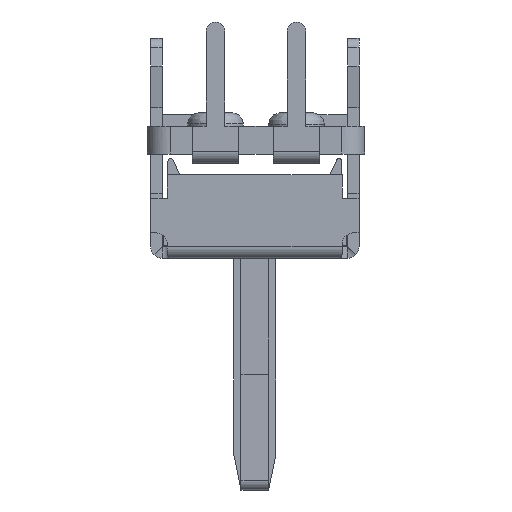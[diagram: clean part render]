
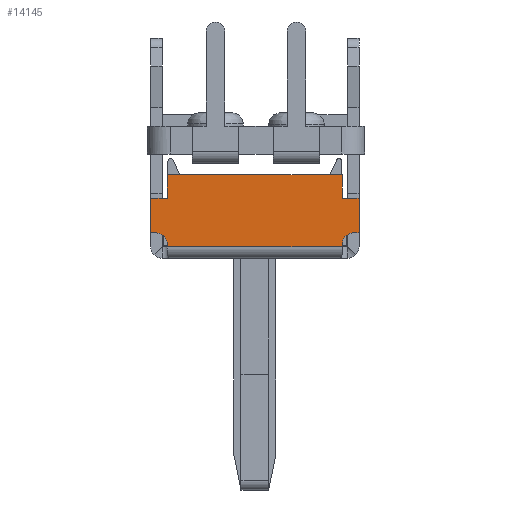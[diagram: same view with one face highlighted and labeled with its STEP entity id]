
A CAD part, left-side view. The second image highlights one B-rep face of the part: STEP entity #14145.
In plain terms, the highlighted planar face has unit normal (-1, 0, 0).
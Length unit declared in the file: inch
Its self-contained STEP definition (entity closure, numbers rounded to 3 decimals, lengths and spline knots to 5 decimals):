
#66 = VERTEX_POINT ( 'NONE', #12797 ) ;
#219 = CARTESIAN_POINT ( 'NONE',  ( 0.00394, 0.3622, -0.1811 ) ) ;
#221 = ORIENTED_EDGE ( 'NONE', *, *, #14309, .F. ) ;
#451 = CARTESIAN_POINT ( 'NONE',  ( 0.00394, 0.03656, -0.21168 ) ) ;
#633 = CARTESIAN_POINT ( 'NONE',  ( 0.00394, 0.33352, -0.20472 ) ) ;
#996 = CARTESIAN_POINT ( 'NONE',  ( 0.00394, 0.35321, -0.20079 ) ) ;
#1023 = VERTEX_POINT ( 'NONE', #4325 ) ;
#1073 = CARTESIAN_POINT ( 'NONE',  ( 0.00394, 0.33352, -0.20079 ) ) ;
#1287 = AXIS2_PLACEMENT_3D ( 'NONE', #15056, #3204, #5156 ) ;
#1668 = LINE ( 'NONE', #451, #16590 ) ;
#2303 = VERTEX_POINT ( 'NONE', #1073 ) ;
#2464 = CARTESIAN_POINT ( 'NONE',  ( 0.00394, 0.34786, -0.12205 ) ) ;
#2601 = DIRECTION ( 'NONE',  ( 1., 0., 0. ) ) ;
#3045 = LINE ( 'NONE', #11717, #10588 ) ;
#3204 = DIRECTION ( 'NONE',  ( 1., 0., 0. ) ) ;
#3502 = VERTEX_POINT ( 'NONE', #219 ) ;
#3678 = VERTEX_POINT ( 'NONE', #9802 ) ;
#3769 = EDGE_CURVE ( 'NONE', #3502, #1023, #8757, .T. ) ;
#3908 = VECTOR ( 'NONE', #13093, 39.37008 ) ;
#4029 = ORIENTED_EDGE ( 'NONE', *, *, #16710, .F. ) ;
#4117 = EDGE_CURVE ( 'NONE', #13117, #66, #1668, .T. ) ;
#4325 = CARTESIAN_POINT ( 'NONE',  ( 0.00394, 0.35321, -0.1811 ) ) ;
#4451 = ORIENTED_EDGE ( 'NONE', *, *, #8328, .F. ) ;
#4505 = CARTESIAN_POINT ( 'NONE',  ( 0.00394, 0.35771, -0.1811 ) ) ;
#4589 = ORIENTED_EDGE ( 'NONE', *, *, #14319, .F. ) ;
#4669 = LINE ( 'NONE', #4845, #8530 ) ;
#4845 = CARTESIAN_POINT ( 'NONE',  ( 0.00394, 0.33352, -0.10236 ) ) ;
#4916 = VERTEX_POINT ( 'NONE', #6387 ) ;
#4958 = CARTESIAN_POINT ( 'NONE',  ( 0.00394, 0.3622, -0.15157 ) ) ;
#4967 = ORIENTED_EDGE ( 'NONE', *, *, #4117, .T. ) ;
#5156 = DIRECTION ( 'NONE',  ( 0., 0., 1. ) ) ;
#5405 = VERTEX_POINT ( 'NONE', #17743 ) ;
#5497 = CIRCLE ( 'NONE', #1287, 0.01969 ) ;
#5664 = CARTESIAN_POINT ( 'NONE',  ( 0.00394, 0.00787, -0.15157 ) ) ;
#5682 = VERTEX_POINT ( 'NONE', #8951 ) ;
#5851 = ORIENTED_EDGE ( 'NONE', *, *, #15499, .T. ) ;
#6224 = DIRECTION ( 'NONE',  ( 0., 0., 1. ) ) ;
#6321 = ORIENTED_EDGE ( 'NONE', *, *, #3769, .T. ) ;
#6387 = CARTESIAN_POINT ( 'NONE',  ( 0.00394, 0.3622, -0.12205 ) ) ;
#6585 = EDGE_CURVE ( 'NONE', #14895, #5405, #11416, .T. ) ;
#6658 = PLANE ( 'NONE',  #10623 ) ;
#6734 = DIRECTION ( 'NONE',  ( 1., 0., 0. ) ) ;
#6908 = LINE ( 'NONE', #14288, #12087 ) ;
#7705 = EDGE_CURVE ( 'NONE', #12420, #2303, #16162, .T. ) ;
#8155 = VECTOR ( 'NONE', #6224, 39.37008 ) ;
#8328 = EDGE_CURVE ( 'NONE', #13117, #12420, #11391, .T. ) ;
#8335 = DIRECTION ( 'NONE',  ( 0., 0., -1. ) ) ;
#8425 = VERTEX_POINT ( 'NONE', #12018 ) ;
#8530 = VECTOR ( 'NONE', #17602, 39.37008 ) ;
#8563 = DIRECTION ( 'NONE',  ( 0., 1., 0. ) ) ;
#8757 = LINE ( 'NONE', #4505, #3908 ) ;
#8769 = DIRECTION ( 'NONE',  ( 0., 0., 1. ) ) ;
#8822 = VECTOR ( 'NONE', #11833, 39.37008 ) ;
#8951 = CARTESIAN_POINT ( 'NONE',  ( 0.00394, 0.33352, -0.12205 ) ) ;
#9036 = VERTEX_POINT ( 'NONE', #14467 ) ;
#9079 = CARTESIAN_POINT ( 'NONE',  ( 0.00394, 0.33352, -0.08268 ) ) ;
#9185 = LINE ( 'NONE', #4958, #8822 ) ;
#9234 = CARTESIAN_POINT ( 'NONE',  ( 0.00394, 0.18504, -0.08268 ) ) ;
#9270 = LINE ( 'NONE', #13338, #16994 ) ;
#9343 = LINE ( 'NONE', #2464, #15109 ) ;
#9380 = DIRECTION ( 'NONE',  ( 0., 0., -1. ) ) ;
#9569 = ORIENTED_EDGE ( 'NONE', *, *, #17215, .F. ) ;
#9802 = CARTESIAN_POINT ( 'NONE',  ( 0.00394, 0.03656, -0.08268 ) ) ;
#10022 = ORIENTED_EDGE ( 'NONE', *, *, #16290, .T. ) ;
#10422 = DIRECTION ( 'NONE',  ( 0., -1., 0. ) ) ;
#10588 = VECTOR ( 'NONE', #18530, 39.37008 ) ;
#10623 = AXIS2_PLACEMENT_3D ( 'NONE', #16785, #2601, #9380 ) ;
#10911 = EDGE_CURVE ( 'NONE', #12701, #3678, #16163, .T. ) ;
#11391 = LINE ( 'NONE', #17161, #11885 ) ;
#11416 = LINE ( 'NONE', #5664, #16953 ) ;
#11676 = ORIENTED_EDGE ( 'NONE', *, *, #12968, .T. ) ;
#11678 = ORIENTED_EDGE ( 'NONE', *, *, #6585, .T. ) ;
#11717 = CARTESIAN_POINT ( 'NONE',  ( 0.00394, 0.03656, -0.10236 ) ) ;
#11833 = DIRECTION ( 'NONE',  ( 0., 0., 1. ) ) ;
#11885 = VECTOR ( 'NONE', #8563, 39.37008 ) ;
#11890 = CARTESIAN_POINT ( 'NONE',  ( 0.00394, 0.33352, -0.20276 ) ) ;
#12018 = CARTESIAN_POINT ( 'NONE',  ( 0.00394, 0.03656, -0.12205 ) ) ;
#12087 = VECTOR ( 'NONE', #17032, 39.37008 ) ;
#12362 = ORIENTED_EDGE ( 'NONE', *, *, #10911, .F. ) ;
#12420 = VERTEX_POINT ( 'NONE', #633 ) ;
#12701 = VERTEX_POINT ( 'NONE', #9079 ) ;
#12797 = CARTESIAN_POINT ( 'NONE',  ( 0.00394, 0.03656, -0.20079 ) ) ;
#12968 = EDGE_CURVE ( 'NONE', #9036, #14895, #6908, .T. ) ;
#13093 = DIRECTION ( 'NONE',  ( 0., -1., 0. ) ) ;
#13117 = VERTEX_POINT ( 'NONE', #18201 ) ;
#13338 = CARTESIAN_POINT ( 'NONE',  ( 0.00394, 0.02222, -0.12205 ) ) ;
#14114 = FACE_OUTER_BOUND ( 'NONE', #18022, .T. ) ;
#14145 = ADVANCED_FACE ( 'NONE', ( #14114 ), #6658, .F. ) ;
#14288 = CARTESIAN_POINT ( 'NONE',  ( 0.00394, 0.01237, -0.1811 ) ) ;
#14309 = EDGE_CURVE ( 'NONE', #5682, #12701, #4669, .T. ) ;
#14319 = EDGE_CURVE ( 'NONE', #8425, #5405, #9270, .T. ) ;
#14467 = CARTESIAN_POINT ( 'NONE',  ( 0.00394, 0.01687, -0.1811 ) ) ;
#14712 = ORIENTED_EDGE ( 'NONE', *, *, #7705, .F. ) ;
#14895 = VERTEX_POINT ( 'NONE', #16989 ) ;
#15056 = CARTESIAN_POINT ( 'NONE',  ( 0.00394, 0.01687, -0.20079 ) ) ;
#15109 = VECTOR ( 'NONE', #18414, 39.37008 ) ;
#15145 = ORIENTED_EDGE ( 'NONE', *, *, #16985, .T. ) ;
#15499 = EDGE_CURVE ( 'NONE', #1023, #2303, #15513, .T. ) ;
#15513 = CIRCLE ( 'NONE', #17326, 0.01969 ) ;
#16011 = DIRECTION ( 'NONE',  ( 0., 0., 1. ) ) ;
#16162 = LINE ( 'NONE', #11890, #8155 ) ;
#16163 = LINE ( 'NONE', #9234, #17342 ) ;
#16290 = EDGE_CURVE ( 'NONE', #66, #9036, #5497, .T. ) ;
#16343 = DIRECTION ( 'NONE',  ( 0., -1., 0. ) ) ;
#16590 = VECTOR ( 'NONE', #16011, 39.37008 ) ;
#16710 = EDGE_CURVE ( 'NONE', #3502, #4916, #9185, .T. ) ;
#16785 = CARTESIAN_POINT ( 'NONE',  ( 0.00394, 0.18504, -0.1437 ) ) ;
#16953 = VECTOR ( 'NONE', #8769, 39.37008 ) ;
#16985 = EDGE_CURVE ( 'NONE', #8425, #3678, #3045, .T. ) ;
#16989 = CARTESIAN_POINT ( 'NONE',  ( 0.00394, 0.00787, -0.1811 ) ) ;
#16994 = VECTOR ( 'NONE', #10422, 39.37008 ) ;
#17032 = DIRECTION ( 'NONE',  ( 0., -1., 0. ) ) ;
#17161 = CARTESIAN_POINT ( 'NONE',  ( 0.00394, 0.03062, -0.20472 ) ) ;
#17215 = EDGE_CURVE ( 'NONE', #4916, #5682, #9343, .T. ) ;
#17326 = AXIS2_PLACEMENT_3D ( 'NONE', #996, #6734, #8335 ) ;
#17342 = VECTOR ( 'NONE', #16343, 39.37008 ) ;
#17602 = DIRECTION ( 'NONE',  ( 0., 0., 1. ) ) ;
#17743 = CARTESIAN_POINT ( 'NONE',  ( 0.00394, 0.00787, -0.12205 ) ) ;
#18022 = EDGE_LOOP ( 'NONE', ( #4967, #10022, #11676, #11678, #4589, #15145, #12362, #221, #9569, #4029, #6321, #5851, #14712, #4451 ) ) ;
#18201 = CARTESIAN_POINT ( 'NONE',  ( 0.00394, 0.03656, -0.20472 ) ) ;
#18414 = DIRECTION ( 'NONE',  ( 0., -1., 0. ) ) ;
#18530 = DIRECTION ( 'NONE',  ( 0., 0., 1. ) ) ;
